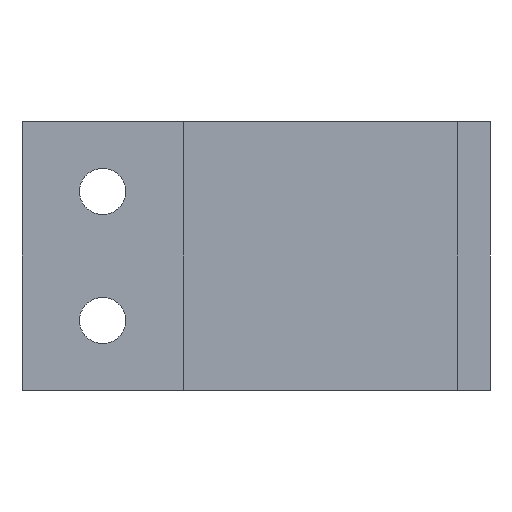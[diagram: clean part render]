
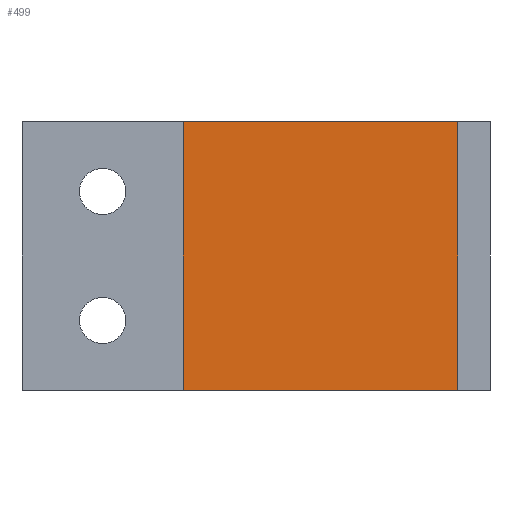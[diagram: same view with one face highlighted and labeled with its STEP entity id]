
A CAD part, front view. The second image highlights one B-rep face of the part: STEP entity #499.
In plain terms, the highlighted planar face has unit normal (0, -1, 0).
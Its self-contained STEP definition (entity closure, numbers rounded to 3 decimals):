
#28 = VERTEX_POINT ( 'NONE', #973 ) ;
#48 = AXIS2_PLACEMENT_3D ( 'NONE', #461, #473, #1124 ) ;
#60 = CARTESIAN_POINT ( 'NONE',  ( 0., -72.5, 25. ) ) ;
#93 = CARTESIAN_POINT ( 'NONE',  ( -3., -72.5, 25. ) ) ;
#100 = LINE ( 'NONE', #93, #948 ) ;
#108 = ORIENTED_EDGE ( 'NONE', *, *, #289, .T. ) ;
#135 = VECTOR ( 'NONE', #821, 1000. ) ;
#244 = ORIENTED_EDGE ( 'NONE', *, *, #496, .T. ) ;
#289 = EDGE_CURVE ( 'NONE', #607, #28, #707, .T. ) ;
#387 = FACE_OUTER_BOUND ( 'NONE', #815, .T. ) ;
#388 = VERTEX_POINT ( 'NONE', #1167 ) ;
#411 = CARTESIAN_POINT ( 'NONE',  ( -28.5, -72.5, 25. ) ) ;
#420 = LINE ( 'NONE', #874, #771 ) ;
#439 = DIRECTION ( 'NONE',  ( 1., 0., 0. ) ) ;
#461 = CARTESIAN_POINT ( 'NONE',  ( 0., -72.5, 25. ) ) ;
#473 = DIRECTION ( 'NONE',  ( 0., 1., 0. ) ) ;
#496 = EDGE_CURVE ( 'NONE', #1165, #388, #100, .T. ) ;
#499 = ADVANCED_FACE ( 'NONE', ( #387 ), #1114, .F. ) ;
#600 = ORIENTED_EDGE ( 'NONE', *, *, #809, .F. ) ;
#607 = VERTEX_POINT ( 'NONE', #981 ) ;
#637 = EDGE_CURVE ( 'NONE', #28, #1165, #420, .T. ) ;
#707 = LINE ( 'NONE', #411, #135 ) ;
#771 = VECTOR ( 'NONE', #795, 1000. ) ;
#795 = DIRECTION ( 'NONE',  ( 1., 0., 0. ) ) ;
#809 = EDGE_CURVE ( 'NONE', #607, #388, #903, .T. ) ;
#815 = EDGE_LOOP ( 'NONE', ( #1096, #244, #600, #108 ) ) ;
#821 = DIRECTION ( 'NONE',  ( 0., 0., -1. ) ) ;
#874 = CARTESIAN_POINT ( 'NONE',  ( 0., -72.5, 0. ) ) ;
#903 = LINE ( 'NONE', #60, #1159 ) ;
#948 = VECTOR ( 'NONE', #1015, 1000. ) ;
#973 = CARTESIAN_POINT ( 'NONE',  ( -28.5, -72.5, 0. ) ) ;
#981 = CARTESIAN_POINT ( 'NONE',  ( -28.5, -72.5, 25. ) ) ;
#1015 = DIRECTION ( 'NONE',  ( 0., 0., 1. ) ) ;
#1096 = ORIENTED_EDGE ( 'NONE', *, *, #637, .T. ) ;
#1099 = CARTESIAN_POINT ( 'NONE',  ( -3., -72.5, 0. ) ) ;
#1114 = PLANE ( 'NONE',  #48 ) ;
#1124 = DIRECTION ( 'NONE',  ( 0., 0., 1. ) ) ;
#1159 = VECTOR ( 'NONE', #439, 1000. ) ;
#1165 = VERTEX_POINT ( 'NONE', #1099 ) ;
#1167 = CARTESIAN_POINT ( 'NONE',  ( -3., -72.5, 25. ) ) ;
